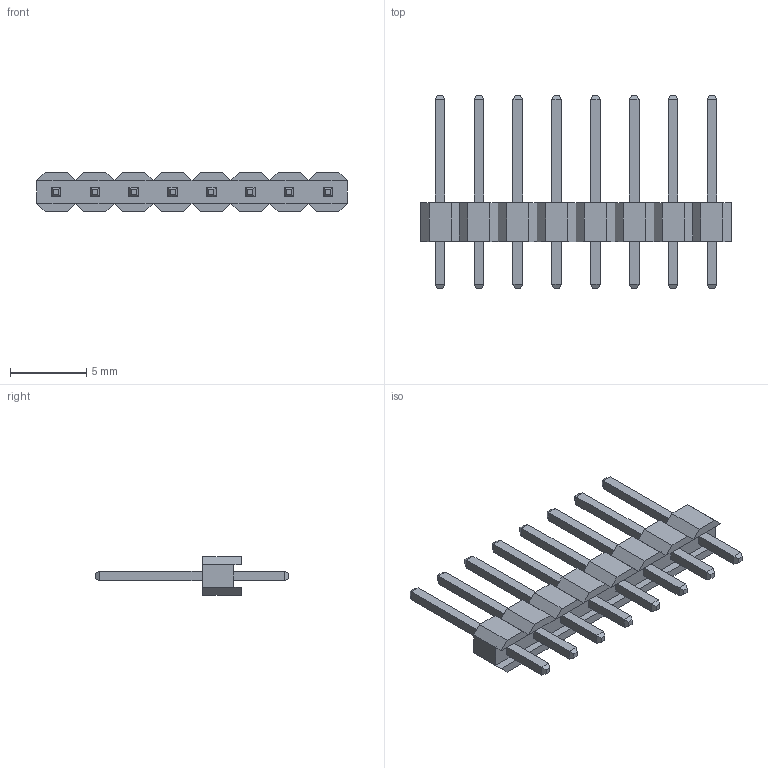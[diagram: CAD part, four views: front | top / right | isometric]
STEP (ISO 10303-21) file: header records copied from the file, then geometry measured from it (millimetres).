
FILE_DESCRIPTION((''),'2;1');
FILE_NAME('M20-973_ASM','2007-12-18T',('wbourne'),(''),'PRO/ENGINEER BY PARAMETRIC TECHNOLOGY CORPORATION, 2003490','PRO/ENGINEER BY PARAMETRIC TECHNOLOGY CORPORATION, 2003490','');
FILE_SCHEMA(('CONFIG_CONTROL_DESIGN'));
Length unit declared in the file: millimetre
Products named in the file (3): M20-SIL-MOULD; M20-972PIN; M20-973_ASM
Assembly tree (9 placements, depth 2):
  M20-973_ASM
    M20-SIL-MOULD
    M20-972PIN  x8
Bounding box: 20.32 x 12.6 x 2.54 mm (x, y, z)
Volume: 137.5 mm3; surface area: 532.9 mm2
Topology: 9 solids, 9 shells, 228 faces, 534 edges, 324 vertices
Faces by surface type: plane 228
Entity records: 4023 total; most frequent: CARTESIAN_POINT 692, ORIENTED_EDGE 676, DIRECTION 622, VECTOR 338, LINE 338, EDGE_CURVE 338, VERTEX_POINT 212, EDGE_LOOP 146
